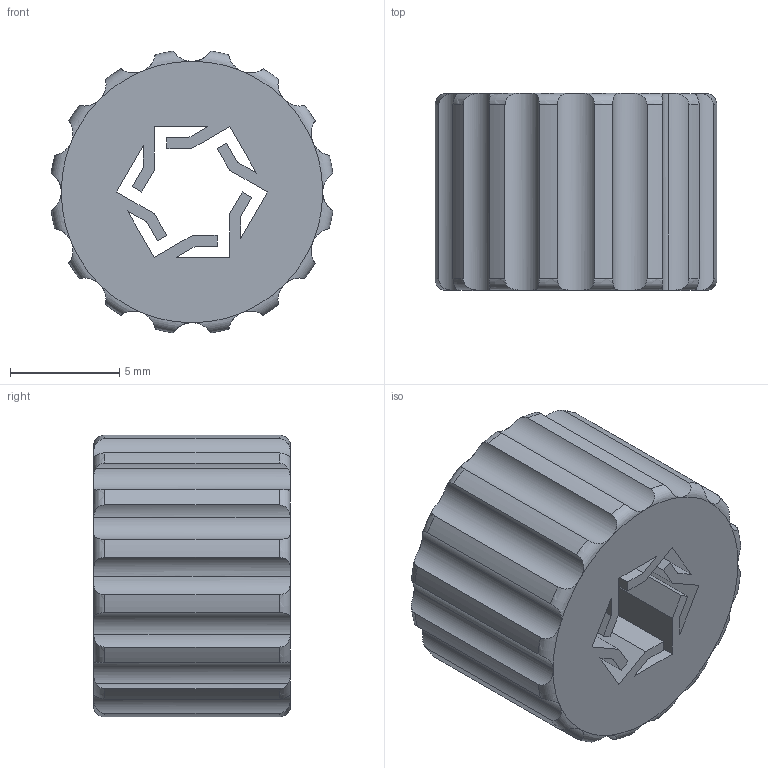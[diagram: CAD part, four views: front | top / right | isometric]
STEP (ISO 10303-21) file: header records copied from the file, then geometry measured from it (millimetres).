
FILE_DESCRIPTION(('HOOPS Exchange Step'),'2;1');
FILE_NAME('wheel_fix.stp','2025-07-27T23:26:20+09:00',('masaki'),('Unknown organisation'),'HOOPS Exchange 2024.2','HOOPS Exchange','Unknown authorisation');
FILE_SCHEMA( ('AP203_CONFIGURATION_CONTROLLED_3D_DESIGN_OF_MECHANICAL_PARTS_AND_ASSEMBLIES_MIM_LF') );
Length unit declared in the file: millimetre
Products named in the file (1): 0
Bounding box: 12.89 x 9 x 12.89 mm (x, y, z)
Volume: 894.3 mm3; surface area: 1040.8 mm2
Topology: 1 solids, 1 shells, 112 faces, 398 edges, 348 vertices
Faces by surface type: cylinder 42, plane 38, torus 32
Entity records: 5294 total; most frequent: CARTESIAN_POINT 2149, ORIENTED_EDGE 676, DIRECTION 586, EDGE_CURVE 338, VERTEX_POINT 228, VECTOR 208, LINE 208, AXIS2_PLACEMENT_3D 189
